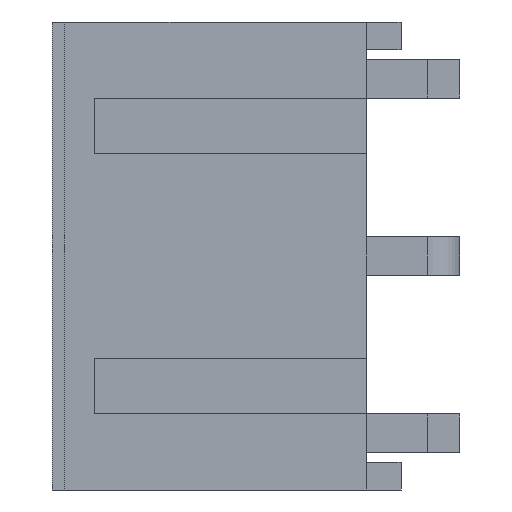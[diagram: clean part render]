
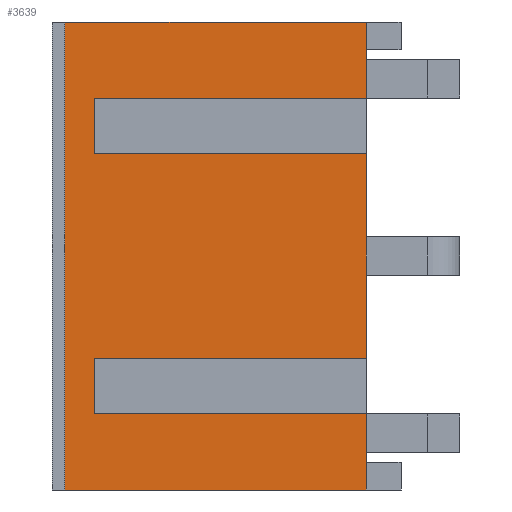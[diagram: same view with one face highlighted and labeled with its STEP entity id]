
A CAD part, left-side view. The second image highlights one B-rep face of the part: STEP entity #3639.
In plain terms, the highlighted planar face has unit normal (-1, 0, 0).
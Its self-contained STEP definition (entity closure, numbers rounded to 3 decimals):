
#52 = AXIS2_PLACEMENT_3D ( 'NONE', #1155, #3402, #2001 ) ;
#142 = DIRECTION ( 'NONE',  ( 0., 1., 0. ) ) ;
#161 = ORIENTED_EDGE ( 'NONE', *, *, #1190, .F. ) ;
#177 = VERTEX_POINT ( 'NONE', #3862 ) ;
#301 = EDGE_CURVE ( 'NONE', #2211, #4629, #1376, .T. ) ;
#391 = ORIENTED_EDGE ( 'NONE', *, *, #3982, .T. ) ;
#519 = LINE ( 'NONE', #947, #4072 ) ;
#542 = LINE ( 'NONE', #905, #3147 ) ;
#547 = ORIENTED_EDGE ( 'NONE', *, *, #3742, .F. ) ;
#607 = VECTOR ( 'NONE', #1773, 1000. ) ;
#810 = DIRECTION ( 'NONE',  ( 0., 0., -1. ) ) ;
#821 = CARTESIAN_POINT ( 'NONE',  ( -3.305, 5.66, -3.355 ) ) ;
#863 = EDGE_LOOP ( 'NONE', ( #4694, #1810, #161, #3484, #1850, #3344, #4046, #391, #4192, #547, #2189, #4160 ) ) ;
#905 = CARTESIAN_POINT ( 'NONE',  ( -3.305, 0.84, -1.465 ) ) ;
#912 = VERTEX_POINT ( 'NONE', #1667 ) ;
#947 = CARTESIAN_POINT ( 'NONE',  ( -3.305, 1.34, -3.355 ) ) ;
#1016 = VECTOR ( 'NONE', #810, 1000. ) ;
#1060 = CARTESIAN_POINT ( 'NONE',  ( -3.305, 5.24, 1.465 ) ) ;
#1107 = VERTEX_POINT ( 'NONE', #2700 ) ;
#1155 = CARTESIAN_POINT ( 'NONE',  ( -3.305, 5.24, -3.355 ) ) ;
#1166 = VECTOR ( 'NONE', #1966, 1000. ) ;
#1189 = LINE ( 'NONE', #4200, #1016 ) ;
#1190 = EDGE_CURVE ( 'NONE', #4209, #912, #1189, .T. ) ;
#1242 = EDGE_CURVE ( 'NONE', #4629, #3261, #542, .T. ) ;
#1331 = VERTEX_POINT ( 'NONE', #4278 ) ;
#1332 = VECTOR ( 'NONE', #3312, 1000. ) ;
#1376 = LINE ( 'NONE', #1733, #3751 ) ;
#1404 = DIRECTION ( 'NONE',  ( 0., 0., 1. ) ) ;
#1419 = LINE ( 'NONE', #4053, #607 ) ;
#1445 = CARTESIAN_POINT ( 'NONE',  ( -3.305, 0.84, 2.265 ) ) ;
#1607 = EDGE_CURVE ( 'NONE', #912, #2521, #3103, .T. ) ;
#1614 = DIRECTION ( 'NONE',  ( 0., 0., -1. ) ) ;
#1617 = VERTEX_POINT ( 'NONE', #2322 ) ;
#1667 = CARTESIAN_POINT ( 'NONE',  ( -3.305, 1.34, -3.355 ) ) ;
#1733 = CARTESIAN_POINT ( 'NONE',  ( -3.305, 1.34, -3.355 ) ) ;
#1745 = DIRECTION ( 'NONE',  ( 0., 1., 0. ) ) ;
#1773 = DIRECTION ( 'NONE',  ( 0., 0., 1. ) ) ;
#1809 = VECTOR ( 'NONE', #3424, 1000. ) ;
#1810 = ORIENTED_EDGE ( 'NONE', *, *, #1607, .F. ) ;
#1850 = ORIENTED_EDGE ( 'NONE', *, *, #2303, .T. ) ;
#1966 = DIRECTION ( 'NONE',  ( 0., 1., 0. ) ) ;
#1979 = PLANE ( 'NONE',  #52 ) ;
#2001 = DIRECTION ( 'NONE',  ( 0., -1., 0. ) ) ;
#2059 = DIRECTION ( 'NONE',  ( 0., 0., 1. ) ) ;
#2133 = CARTESIAN_POINT ( 'NONE',  ( -3.305, 1.34, -2.265 ) ) ;
#2189 = ORIENTED_EDGE ( 'NONE', *, *, #2630, .F. ) ;
#2211 = VERTEX_POINT ( 'NONE', #4196 ) ;
#2221 = CARTESIAN_POINT ( 'NONE',  ( -3.305, 1.34, -1.465 ) ) ;
#2272 = VECTOR ( 'NONE', #2536, 1000. ) ;
#2279 = VECTOR ( 'NONE', #142, 1000. ) ;
#2303 = EDGE_CURVE ( 'NONE', #1617, #3261, #4783, .T. ) ;
#2322 = CARTESIAN_POINT ( 'NONE',  ( -3.305, 5.24, -2.265 ) ) ;
#2331 = CARTESIAN_POINT ( 'NONE',  ( -3.305, 5.24, 2.265 ) ) ;
#2350 = CARTESIAN_POINT ( 'NONE',  ( -3.305, 5.24, -3.355 ) ) ;
#2456 = EDGE_CURVE ( 'NONE', #4273, #3011, #3018, .T. ) ;
#2521 = VERTEX_POINT ( 'NONE', #821 ) ;
#2536 = DIRECTION ( 'NONE',  ( 0., 1., 0. ) ) ;
#2630 = EDGE_CURVE ( 'NONE', #1331, #1107, #519, .T. ) ;
#2700 = CARTESIAN_POINT ( 'NONE',  ( -3.305, 1.34, 2.265 ) ) ;
#2964 = LINE ( 'NONE', #1445, #1332 ) ;
#3011 = VERTEX_POINT ( 'NONE', #2331 ) ;
#3018 = LINE ( 'NONE', #4519, #4236 ) ;
#3048 = EDGE_CURVE ( 'NONE', #2521, #177, #1419, .T. ) ;
#3098 = EDGE_CURVE ( 'NONE', #1331, #177, #4778, .T. ) ;
#3103 = LINE ( 'NONE', #2350, #1166 ) ;
#3119 = LINE ( 'NONE', #3171, #2279 ) ;
#3147 = VECTOR ( 'NONE', #1745, 1000. ) ;
#3171 = CARTESIAN_POINT ( 'NONE',  ( -3.305, 0.84, 1.465 ) ) ;
#3261 = VERTEX_POINT ( 'NONE', #3871 ) ;
#3312 = DIRECTION ( 'NONE',  ( 0., 1., 0. ) ) ;
#3344 = ORIENTED_EDGE ( 'NONE', *, *, #1242, .F. ) ;
#3402 = DIRECTION ( 'NONE',  ( 1., 0., 0. ) ) ;
#3424 = DIRECTION ( 'NONE',  ( 0., 1., 0. ) ) ;
#3484 = ORIENTED_EDGE ( 'NONE', *, *, #3834, .T. ) ;
#3639 = ADVANCED_FACE ( 'NONE', ( #4193 ), #1979, .F. ) ;
#3742 = EDGE_CURVE ( 'NONE', #1107, #3011, #2964, .T. ) ;
#3744 = CARTESIAN_POINT ( 'NONE',  ( -3.305, 0.84, -2.265 ) ) ;
#3751 = VECTOR ( 'NONE', #4290, 1000. ) ;
#3834 = EDGE_CURVE ( 'NONE', #4209, #1617, #4525, .T. ) ;
#3862 = CARTESIAN_POINT ( 'NONE',  ( -3.305, 5.66, 3.355 ) ) ;
#3871 = CARTESIAN_POINT ( 'NONE',  ( -3.305, 5.24, -1.465 ) ) ;
#3919 = CARTESIAN_POINT ( 'NONE',  ( -3.305, 5.24, -3.355 ) ) ;
#3982 = EDGE_CURVE ( 'NONE', #2211, #4273, #3119, .T. ) ;
#4046 = ORIENTED_EDGE ( 'NONE', *, *, #301, .F. ) ;
#4053 = CARTESIAN_POINT ( 'NONE',  ( -3.305, 5.66, -3.355 ) ) ;
#4072 = VECTOR ( 'NONE', #1614, 1000. ) ;
#4160 = ORIENTED_EDGE ( 'NONE', *, *, #3098, .T. ) ;
#4192 = ORIENTED_EDGE ( 'NONE', *, *, #2456, .T. ) ;
#4193 = FACE_OUTER_BOUND ( 'NONE', #863, .T. ) ;
#4196 = CARTESIAN_POINT ( 'NONE',  ( -3.305, 1.34, 1.465 ) ) ;
#4200 = CARTESIAN_POINT ( 'NONE',  ( -3.305, 1.34, -3.355 ) ) ;
#4209 = VERTEX_POINT ( 'NONE', #2133 ) ;
#4236 = VECTOR ( 'NONE', #1404, 1000. ) ;
#4273 = VERTEX_POINT ( 'NONE', #1060 ) ;
#4278 = CARTESIAN_POINT ( 'NONE',  ( -3.305, 1.34, 3.355 ) ) ;
#4290 = DIRECTION ( 'NONE',  ( 0., 0., -1. ) ) ;
#4457 = CARTESIAN_POINT ( 'NONE',  ( -3.305, 5.24, 3.355 ) ) ;
#4519 = CARTESIAN_POINT ( 'NONE',  ( -3.305, 5.24, -3.355 ) ) ;
#4525 = LINE ( 'NONE', #3744, #1809 ) ;
#4559 = VECTOR ( 'NONE', #2059, 1000. ) ;
#4629 = VERTEX_POINT ( 'NONE', #2221 ) ;
#4694 = ORIENTED_EDGE ( 'NONE', *, *, #3048, .F. ) ;
#4778 = LINE ( 'NONE', #4457, #2272 ) ;
#4783 = LINE ( 'NONE', #3919, #4559 ) ;
